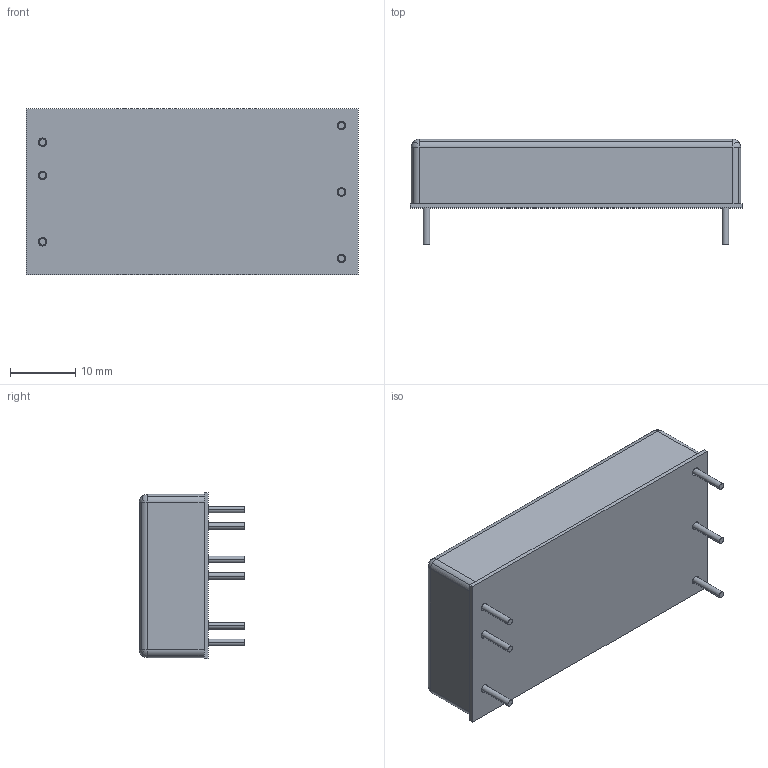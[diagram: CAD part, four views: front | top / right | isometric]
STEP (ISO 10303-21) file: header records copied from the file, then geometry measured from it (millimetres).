
FILE_DESCRIPTION (( 'STEP AP214' ), '1' );
FILE_NAME ('CUI_PRC60-24-S12.step', '2023-08-16T14:18:06', ( '' ), ( '' ), 'SwSTEP 2.0', 'SolidWorks 2023', '' );
FILE_SCHEMA (( 'AUTOMOTIVE_DESIGN' ));
Length unit declared in the file: millimetre
Products named in the file (1): CUI_PRC60-24-S12
Bounding box: 50.8 x 16.1 x 25.4 mm (x, y, z)
Volume: 13214.9 mm3; surface area: 4198.9 mm2
Topology: 1 solids, 1 shells, 71 faces, 156 edges, 100 vertices
Faces by surface type: cylinder 40, plane 23, sphere 8
Entity records: 2009 total; most frequent: DIRECTION 392, CARTESIAN_POINT 328, ORIENTED_EDGE 312, AXIS2_PLACEMENT_3D 164, EDGE_CURVE 156, VERTEX_POINT 100, CIRCLE 92, EDGE_LOOP 84
